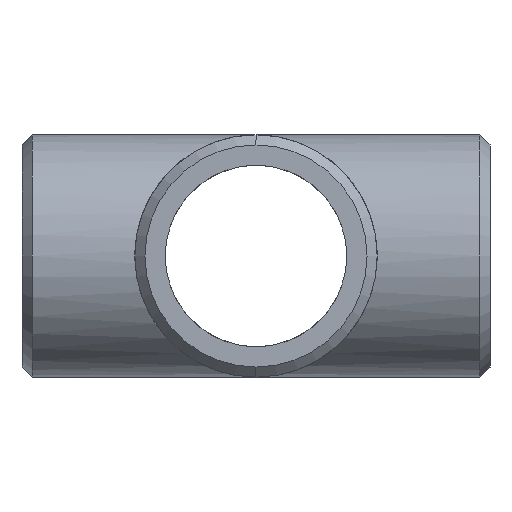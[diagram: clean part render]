
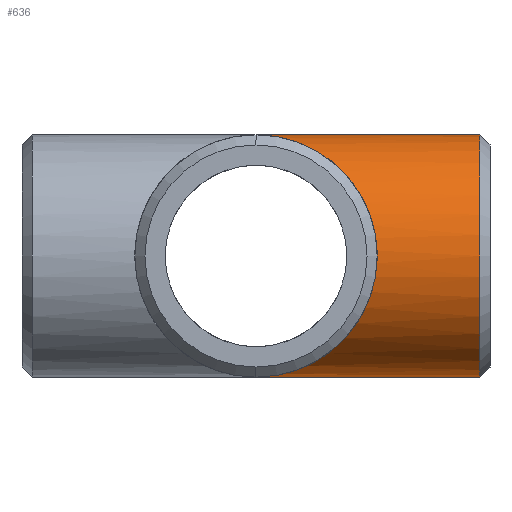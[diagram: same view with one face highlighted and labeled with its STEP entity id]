
A CAD part, left-side view. The second image highlights one B-rep face of the part: STEP entity #636.
In plain terms, the highlighted cylindrical face has radius 44.45 mm (diameter 88.9 mm), a partial arc.
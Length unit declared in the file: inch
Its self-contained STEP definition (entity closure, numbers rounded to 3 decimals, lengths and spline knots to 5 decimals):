
#18 = CARTESIAN_POINT ( 'NONE',  ( -3.5, -3.5, -1.75 ) ) ;
#33 =( BOUNDED_CURVE ( )  B_SPLINE_CURVE ( 3, ( #199, #18, #394, #86 ),
 .UNSPECIFIED., .F., .T. ) 
 B_SPLINE_CURVE_WITH_KNOTS ( ( 4, 4 ),
 ( 4.71239, 7.85398 ),
 .UNSPECIFIED. ) 
 CURVE ( )  GEOMETRIC_REPRESENTATION_ITEM ( )  RATIONAL_B_SPLINE_CURVE ( ( 1., 0.333, 0.333, 1. ) ) 
 REPRESENTATION_ITEM ( '' )  );
#35 = EDGE_LOOP ( 'NONE', ( #604, #464, #55, #160 ) ) ;
#54 = CARTESIAN_POINT ( 'NONE',  ( 0., 0., 1.75 ) ) ;
#55 = ORIENTED_EDGE ( 'NONE', *, *, #137, .F. ) ;
#57 = CARTESIAN_POINT ( 'NONE',  ( 0., -3.234, -1.75 ) ) ;
#86 = CARTESIAN_POINT ( 'NONE',  ( 0., 0., 1.75 ) ) ;
#90 = CARTESIAN_POINT ( 'NONE',  ( 0., -3.38, 0. ) ) ;
#137 = EDGE_CURVE ( 'NONE', #489, #408, #33, .T. ) ;
#160 = ORIENTED_EDGE ( 'NONE', *, *, #363, .F. ) ;
#199 = CARTESIAN_POINT ( 'NONE',  ( 0., 0., -1.75 ) ) ;
#203 = LINE ( 'NONE', #258, #536 ) ;
#210 = AXIS2_PLACEMENT_3D ( 'NONE', #379, #611, #608 ) ;
#230 = CARTESIAN_POINT ( 'NONE',  ( 0., -3.38, -1.75 ) ) ;
#235 = LINE ( 'NONE', #230, #508 ) ;
#258 = CARTESIAN_POINT ( 'NONE',  ( 0., -3.38, 1.75 ) ) ;
#280 = VERTEX_POINT ( 'NONE', #724 ) ;
#297 = EDGE_CURVE ( 'NONE', #323, #280, #469, .T. ) ;
#323 = VERTEX_POINT ( 'NONE', #57 ) ;
#363 = EDGE_CURVE ( 'NONE', #323, #489, #235, .T. ) ;
#379 = CARTESIAN_POINT ( 'NONE',  ( 0., -3.234, 0. ) ) ;
#394 = CARTESIAN_POINT ( 'NONE',  ( -3.5, -3.5, 1.75 ) ) ;
#408 = VERTEX_POINT ( 'NONE', #54 ) ;
#409 = FACE_OUTER_BOUND ( 'NONE', #35, .T. ) ;
#433 = DIRECTION ( 'NONE',  ( 0., 1., 0. ) ) ;
#448 = DIRECTION ( 'NONE',  ( 0., 1., 0. ) ) ;
#464 = ORIENTED_EDGE ( 'NONE', *, *, #467, .T. ) ;
#467 = EDGE_CURVE ( 'NONE', #280, #408, #203, .T. ) ;
#469 = CIRCLE ( 'NONE', #210, 1.75 ) ;
#471 = DIRECTION ( 'NONE',  ( 0., 0., -1. ) ) ;
#489 = VERTEX_POINT ( 'NONE', #510 ) ;
#508 = VECTOR ( 'NONE', #433, 39.37008 ) ;
#510 = CARTESIAN_POINT ( 'NONE',  ( 0., 0., -1.75 ) ) ;
#536 = VECTOR ( 'NONE', #448, 39.37008 ) ;
#586 = DIRECTION ( 'NONE',  ( 0., 1., 0. ) ) ;
#604 = ORIENTED_EDGE ( 'NONE', *, *, #297, .T. ) ;
#608 = DIRECTION ( 'NONE',  ( 0., 0., -1. ) ) ;
#611 = DIRECTION ( 'NONE',  ( 0., 1., 0. ) ) ;
#636 = ADVANCED_FACE ( 'NONE', ( #409 ), #771, .T. ) ;
#724 = CARTESIAN_POINT ( 'NONE',  ( 0., -3.234, 1.75 ) ) ;
#771 = CYLINDRICAL_SURFACE ( 'NONE', #804, 1.75 ) ;
#804 = AXIS2_PLACEMENT_3D ( 'NONE', #90, #586, #471 ) ;
